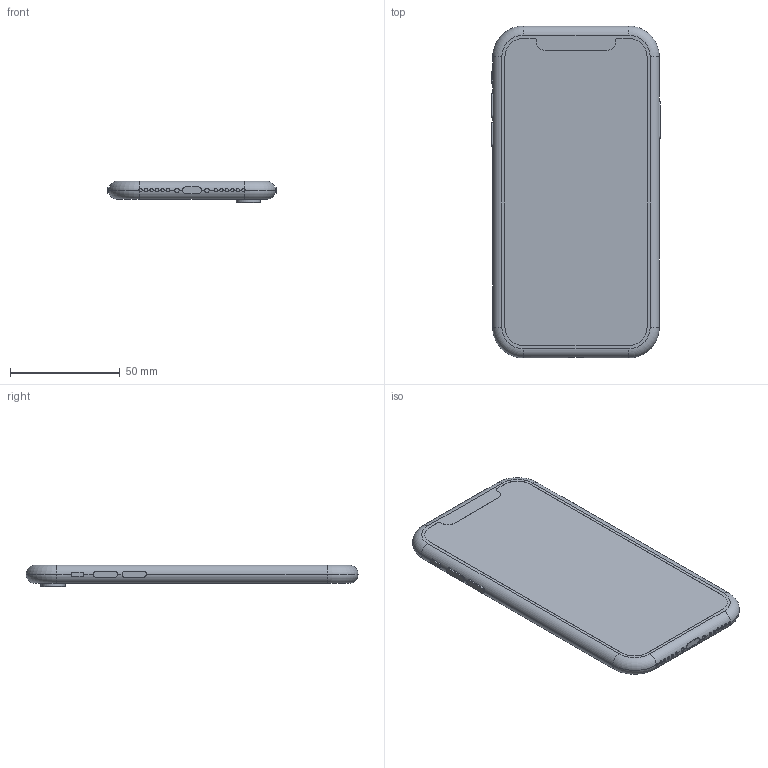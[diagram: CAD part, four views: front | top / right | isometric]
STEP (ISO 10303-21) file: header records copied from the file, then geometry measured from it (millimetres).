
FILE_DESCRIPTION(('STEP AP214'),'1');
FILE_NAME('Iphone_XR.stp','2018-09-25T05:17:47',('DESIG10'),('None'),'Spatial InterOp 3D','CimatronE 13.0',' ');
FILE_SCHEMA(('AUTOMOTIVE_DESIGN'));
Length unit declared in the file: millimetre
Products named in the file (1): 1
Bounding box: 76.72 x 150.91 x 9.92 mm (x, y, z)
Volume: 90295.5 mm3; surface area: 24724.8 mm2
Topology: 1 solids, 1 shells, 140 faces, 389 edges, 255 vertices
Faces by surface type: plane 74, cylinder 57, torus 8, cone 1
Full cylindrical faces by diameter (mm): 1.5 x13, 2 x2, 4 x1, 11 x1
Entity records: 8420 total; most frequent: CARTESIAN_POINT 2050, DIRECTION 720, ORIENTED_EDGE 714, STYLED_ITEM 498, PRESENTATION_STYLE_ASSIGNMENT 498, COLOUR_RGB 498, EDGE_CURVE 357, CURVE_STYLE 357
